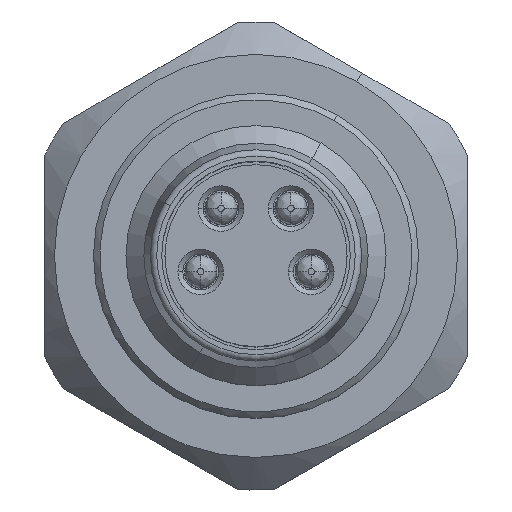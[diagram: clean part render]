
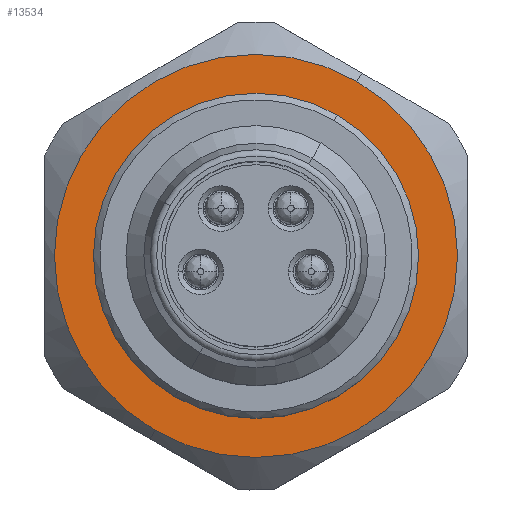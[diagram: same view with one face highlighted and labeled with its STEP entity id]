
A CAD part, top view. The second image highlights one B-rep face of the part: STEP entity #13534.
In plain terms, the highlighted planar face has unit normal (0, 0, 1).
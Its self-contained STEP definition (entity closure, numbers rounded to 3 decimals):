
#13457=AXIS2_PLACEMENT_3D('Circle Axis2P3D',#13455,#13456,$) ;
#13474=AXIS2_PLACEMENT_3D('Circle Axis2P3D',#13472,#13473,$) ;
#13510=AXIS2_PLACEMENT_3D('Plane Axis2P3D',#13507,#13508,#13509) ;
#13514=AXIS2_PLACEMENT_3D('Circle Axis2P3D',#13512,#13513,$) ;
#13523=AXIS2_PLACEMENT_3D('Circle Axis2P3D',#13521,#13522,$) ;
#13445=CARTESIAN_POINT('Vertex',(4.,2.87,12.5)) ;
#13452=CARTESIAN_POINT('Vertex',(9.,11.53,12.5)) ;
#13455=CARTESIAN_POINT('Axis2P3D Location',(6.5,7.2,12.5)) ;
#13472=CARTESIAN_POINT('Axis2P3D Location',(6.5,7.2,12.5)) ;
#13507=CARTESIAN_POINT('Axis2P3D Location',(9.3,12.05,12.5)) ;
#13512=CARTESIAN_POINT('Axis2P3D Location',(6.5,7.2,12.5)) ;
#13516=CARTESIAN_POINT('Vertex',(9.6,12.569,12.5)) ;
#13518=CARTESIAN_POINT('Vertex',(3.4,1.831,12.5)) ;
#13521=CARTESIAN_POINT('Axis2P3D Location',(6.5,7.2,12.5)) ;
#13456=DIRECTION('Axis2P3D Direction',(0.,0.,1.)) ;
#13473=DIRECTION('Axis2P3D Direction',(0.,0.,1.)) ;
#13508=DIRECTION('Axis2P3D Direction',(0.,0.,1.)) ;
#13509=DIRECTION('Axis2P3D XDirection',(-0.866,0.5,0.)) ;
#13513=DIRECTION('Axis2P3D Direction',(0.,0.,1.)) ;
#13522=DIRECTION('Axis2P3D Direction',(0.,0.,1.)) ;
#13527=ORIENTED_EDGE('',*,*,#13520,.T.) ;
#13528=ORIENTED_EDGE('',*,*,#13525,.T.) ;
#13531=ORIENTED_EDGE('',*,*,#13476,.F.) ;
#13532=ORIENTED_EDGE('',*,*,#13459,.F.) ;
#13533=FACE_BOUND('',#13530,.T.) ;
#13534=ADVANCED_FACE('V2',(#13529,#13533),#13511,.T.) ;
#13458=CIRCLE('generated circle',#13457,5.) ;
#13475=CIRCLE('generated circle',#13474,5.) ;
#13515=CIRCLE('generated circle',#13514,6.2) ;
#13524=CIRCLE('generated circle',#13523,6.2) ;
#13459=EDGE_CURVE('',#13453,#13446,#13458,.T.) ;
#13476=EDGE_CURVE('',#13446,#13453,#13475,.T.) ;
#13520=EDGE_CURVE('',#13517,#13519,#13515,.T.) ;
#13525=EDGE_CURVE('',#13519,#13517,#13524,.T.) ;
#13526=EDGE_LOOP('',(#13527,#13528)) ;
#13530=EDGE_LOOP('',(#13531,#13532)) ;
#13529=FACE_OUTER_BOUND('',#13526,.T.) ;
#13511=PLANE('',#13510) ;
#13446=VERTEX_POINT('',#13445) ;
#13453=VERTEX_POINT('',#13452) ;
#13517=VERTEX_POINT('',#13516) ;
#13519=VERTEX_POINT('',#13518) ;
